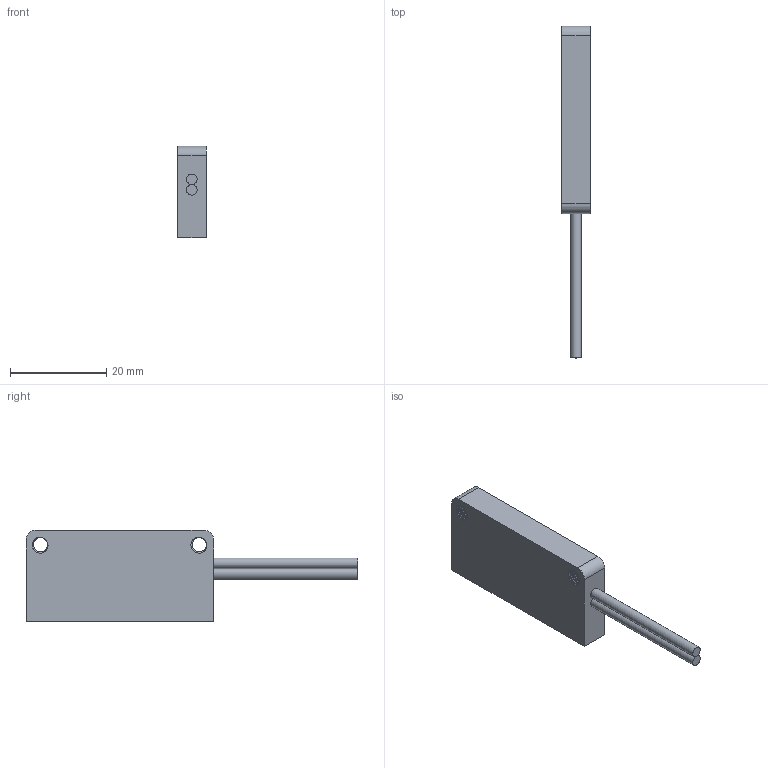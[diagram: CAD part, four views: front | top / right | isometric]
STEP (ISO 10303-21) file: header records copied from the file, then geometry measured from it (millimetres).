
FILE_DESCRIPTION(/* description */ (''),/* implementation_level */ '2;1');
FILE_NAME(/* name */ 'EX-DA40.stp',/* time_stamp */ '2023-04-10T10:15:25+08:00',/* author */ (''),/* organization */ (''),/* preprocessor_version */ 'ST-DEVELOPER v16.7',/* originating_system */ 'SIEMENS PLM Software NX 12.0',/* authorisation */ '');
FILE_SCHEMA (('AUTOMOTIVE_DESIGN { 1 0 10303 214 3 1 1 1 }'));
Length unit declared in the file: millimetre
Products named in the file (1): EX-DA40
Bounding box: 5.95 x 69 x 19 mm (x, y, z)
Volume: 4525.5 mm3; surface area: 2720.7 mm2
Topology: 1 solids, 1 shells, 59 faces, 123 edges, 82 vertices
Faces by surface type: cylinder 33, plane 22, bspline 4
Full cylindrical faces by diameter (mm): 0.265 x5
Entity records: 9504 total; most frequent: CARTESIAN_POINT 8198, DIRECTION 280, ORIENTED_EDGE 236, AXIS2_PLACEMENT_3D 122, EDGE_CURVE 118, EDGE_LOOP 84, VERTEX_POINT 82, CIRCLE 66
